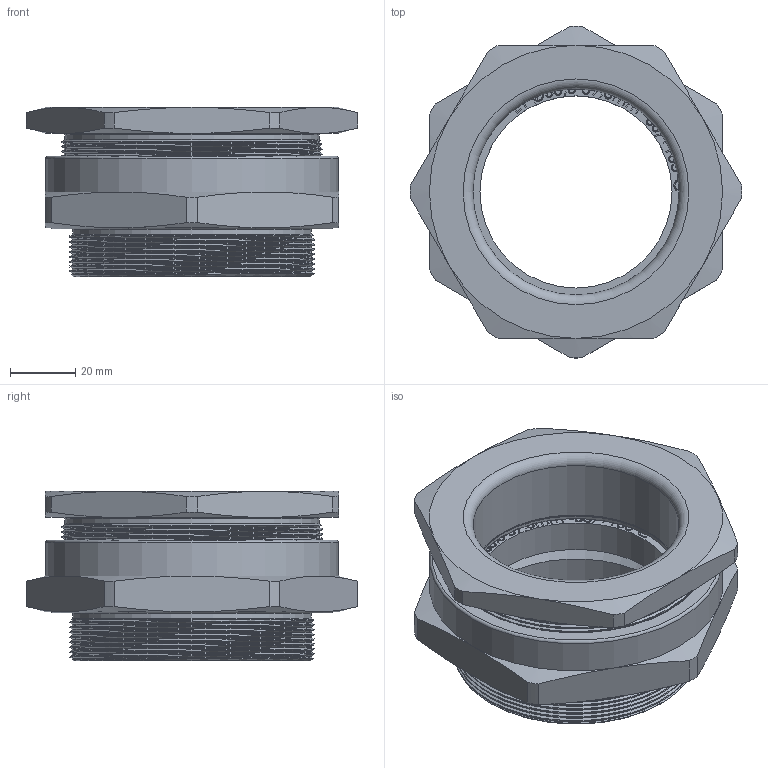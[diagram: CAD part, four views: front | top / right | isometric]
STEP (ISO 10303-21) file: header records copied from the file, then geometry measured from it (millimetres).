
FILE_DESCRIPTION(('HOOPS Exchange Step'),'2;1');
FILE_NAME('m75-l1-15mm-e204-622-conversion.step','2025-03-21T12:13:17+00:00',('root'),('Unknown organisation'),'HOOPS Exchange 2024.3','HOOPS Exchange','Unknown authorisation');
FILE_SCHEMA( ('AP242_MANAGED_MODEL_BASED_3D_ENGINEERING_MIM_LF {1 0 10303 442 1 1 4 }') );
Length unit declared in the file: millimetre
Products named in the file (2): Default; m75-l1-15mm-e204-622-step
Assembly tree (1 placements, depth 2):
  m75-l1-15mm-e204-622-step
    Default
Bounding box: 101.92 x 101.92 x 52 mm (x, y, z)
Volume: 138326.2 mm3; surface area: 62201.4 mm2
Topology: 5 solids, 5 shells, 435 faces, 1148 edges, 757 vertices
Faces by surface type: plane 174, extrusion 138, cylinder 76, cone 34, torus 7, bspline 6
Full cylindrical faces by diameter (mm): 59 x1, 63.3 x2, 63.5 x1, 73.3 x1, 73.5 x8, 75 x7, 78 x1, 78.3 x2, 78.5 x15, 80 x14, 82.602 x1, 90 x1
Entity records: 35779 total; most frequent: CARTESIAN_POINT 25549, ORIENTED_EDGE 2296, DIRECTION 1613, EDGE_CURVE 1148, VERTEX_POINT 757, VECTOR 727, LINE 589, EDGE_LOOP 479
